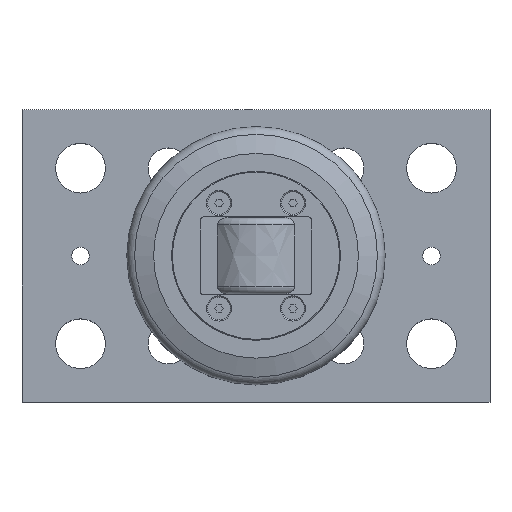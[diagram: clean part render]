
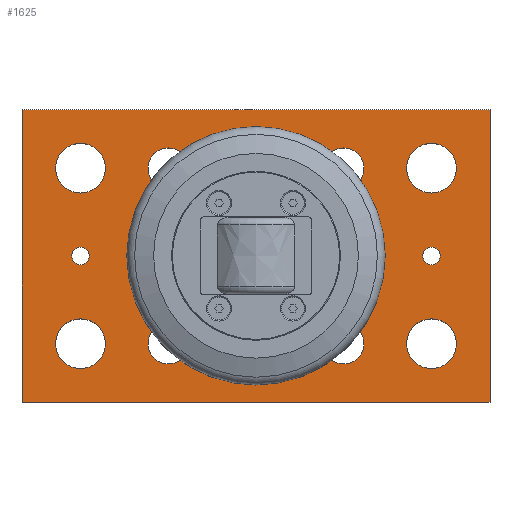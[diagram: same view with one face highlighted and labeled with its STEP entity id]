
A CAD part, top view. The second image highlights one B-rep face of the part: STEP entity #1625.
In plain terms, the highlighted planar face has unit normal (0, 0, 1).
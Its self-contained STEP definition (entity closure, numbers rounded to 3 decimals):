
#82=FACE_BOUND('',#382,.T.);
#83=FACE_BOUND('',#383,.T.);
#84=FACE_BOUND('',#384,.T.);
#85=FACE_BOUND('',#385,.T.);
#86=FACE_BOUND('',#386,.T.);
#87=FACE_BOUND('',#387,.T.);
#88=FACE_BOUND('',#388,.T.);
#89=FACE_BOUND('',#389,.T.);
#90=FACE_BOUND('',#390,.T.);
#91=FACE_BOUND('',#391,.T.);
#92=FACE_BOUND('',#392,.T.);
#155=CIRCLE('',#1775,29.);
#161=CIRCLE('',#1784,6.918);
#162=CIRCLE('',#1785,6.918);
#164=CIRCLE('',#1788,6.918);
#165=CIRCLE('',#1789,6.918);
#167=CIRCLE('',#1792,6.918);
#168=CIRCLE('',#1793,6.918);
#170=CIRCLE('',#1796,6.918);
#171=CIRCLE('',#1797,6.918);
#173=CIRCLE('',#1800,8.5);
#175=CIRCLE('',#1803,8.5);
#177=CIRCLE('',#1806,8.5);
#179=CIRCLE('',#1809,8.5);
#181=CIRCLE('',#1812,3.);
#183=CIRCLE('',#1815,3.);
#270=FACE_OUTER_BOUND('',#381,.T.);
#381=EDGE_LOOP('',(#1465,#1466,#1467,#1468));
#382=EDGE_LOOP('',(#1469));
#383=EDGE_LOOP('',(#1470,#1471));
#384=EDGE_LOOP('',(#1472,#1473));
#385=EDGE_LOOP('',(#1474,#1475));
#386=EDGE_LOOP('',(#1476,#1477));
#387=EDGE_LOOP('',(#1478));
#388=EDGE_LOOP('',(#1479));
#389=EDGE_LOOP('',(#1480));
#390=EDGE_LOOP('',(#1481));
#391=EDGE_LOOP('',(#1482));
#392=EDGE_LOOP('',(#1483));
#510=LINE('',#2842,#639);
#514=LINE('',#2850,#643);
#517=LINE('',#2856,#646);
#520=LINE('',#2861,#649);
#639=VECTOR('',#2284,10.);
#643=VECTOR('',#2290,10.);
#646=VECTOR('',#2295,10.);
#649=VECTOR('',#2300,10.);
#771=VERTEX_POINT('',#2755);
#777=VERTEX_POINT('',#2772);
#778=VERTEX_POINT('',#2773);
#780=VERTEX_POINT('',#2780);
#781=VERTEX_POINT('',#2781);
#783=VERTEX_POINT('',#2788);
#784=VERTEX_POINT('',#2789);
#786=VERTEX_POINT('',#2796);
#787=VERTEX_POINT('',#2797);
#789=VERTEX_POINT('',#2804);
#791=VERTEX_POINT('',#2810);
#793=VERTEX_POINT('',#2816);
#795=VERTEX_POINT('',#2822);
#797=VERTEX_POINT('',#2828);
#799=VERTEX_POINT('',#2834);
#801=VERTEX_POINT('',#2840);
#802=VERTEX_POINT('',#2841);
#805=VERTEX_POINT('',#2849);
#807=VERTEX_POINT('',#2855);
#982=EDGE_CURVE('',#771,#771,#155,.T.);
#989=EDGE_CURVE('',#777,#778,#161,.T.);
#990=EDGE_CURVE('',#778,#777,#162,.T.);
#993=EDGE_CURVE('',#780,#781,#164,.T.);
#994=EDGE_CURVE('',#781,#780,#165,.T.);
#997=EDGE_CURVE('',#783,#784,#167,.T.);
#998=EDGE_CURVE('',#784,#783,#168,.T.);
#1001=EDGE_CURVE('',#786,#787,#170,.T.);
#1002=EDGE_CURVE('',#787,#786,#171,.T.);
#1005=EDGE_CURVE('',#789,#789,#173,.T.);
#1008=EDGE_CURVE('',#791,#791,#175,.T.);
#1011=EDGE_CURVE('',#793,#793,#177,.T.);
#1014=EDGE_CURVE('',#795,#795,#179,.T.);
#1017=EDGE_CURVE('',#797,#797,#181,.T.);
#1020=EDGE_CURVE('',#799,#799,#183,.T.);
#1023=EDGE_CURVE('',#801,#802,#510,.T.);
#1027=EDGE_CURVE('',#802,#805,#514,.T.);
#1030=EDGE_CURVE('',#805,#807,#517,.T.);
#1033=EDGE_CURVE('',#807,#801,#520,.T.);
#1465=ORIENTED_EDGE('',*,*,#1023,.F.);
#1466=ORIENTED_EDGE('',*,*,#1033,.F.);
#1467=ORIENTED_EDGE('',*,*,#1030,.F.);
#1468=ORIENTED_EDGE('',*,*,#1027,.F.);
#1469=ORIENTED_EDGE('',*,*,#982,.T.);
#1470=ORIENTED_EDGE('',*,*,#989,.T.);
#1471=ORIENTED_EDGE('',*,*,#990,.T.);
#1472=ORIENTED_EDGE('',*,*,#993,.T.);
#1473=ORIENTED_EDGE('',*,*,#994,.T.);
#1474=ORIENTED_EDGE('',*,*,#997,.T.);
#1475=ORIENTED_EDGE('',*,*,#998,.T.);
#1476=ORIENTED_EDGE('',*,*,#1001,.T.);
#1477=ORIENTED_EDGE('',*,*,#1002,.T.);
#1478=ORIENTED_EDGE('',*,*,#1005,.T.);
#1479=ORIENTED_EDGE('',*,*,#1008,.T.);
#1480=ORIENTED_EDGE('',*,*,#1011,.T.);
#1481=ORIENTED_EDGE('',*,*,#1014,.T.);
#1482=ORIENTED_EDGE('',*,*,#1017,.T.);
#1483=ORIENTED_EDGE('',*,*,#1020,.T.);
#1539=PLANE('',#1822);
#1625=ADVANCED_FACE('',(#270,#82,#83,#84,#85,#86,#87,#88,#89,#90,#91,#92),
#1539,.T.);
#1775=AXIS2_PLACEMENT_3D('',#2757,#2187,#2188);
#1784=AXIS2_PLACEMENT_3D('',#2774,#2206,#2207);
#1785=AXIS2_PLACEMENT_3D('',#2775,#2208,#2209);
#1788=AXIS2_PLACEMENT_3D('',#2782,#2215,#2216);
#1789=AXIS2_PLACEMENT_3D('',#2783,#2217,#2218);
#1792=AXIS2_PLACEMENT_3D('',#2790,#2224,#2225);
#1793=AXIS2_PLACEMENT_3D('',#2791,#2226,#2227);
#1796=AXIS2_PLACEMENT_3D('',#2798,#2233,#2234);
#1797=AXIS2_PLACEMENT_3D('',#2799,#2235,#2236);
#1800=AXIS2_PLACEMENT_3D('',#2805,#2242,#2243);
#1803=AXIS2_PLACEMENT_3D('',#2811,#2249,#2250);
#1806=AXIS2_PLACEMENT_3D('',#2817,#2256,#2257);
#1809=AXIS2_PLACEMENT_3D('',#2823,#2263,#2264);
#1812=AXIS2_PLACEMENT_3D('',#2829,#2270,#2271);
#1815=AXIS2_PLACEMENT_3D('',#2835,#2277,#2278);
#1822=AXIS2_PLACEMENT_3D('',#2864,#2304,#2305);
#2187=DIRECTION('center_axis',(0.,0.,-1.));
#2188=DIRECTION('ref_axis',(0.,1.,0.));
#2206=DIRECTION('center_axis',(0.,0.,-1.));
#2207=DIRECTION('ref_axis',(1.,0.,0.));
#2208=DIRECTION('center_axis',(0.,0.,-1.));
#2209=DIRECTION('ref_axis',(1.,0.,0.));
#2215=DIRECTION('center_axis',(0.,0.,-1.));
#2216=DIRECTION('ref_axis',(1.,0.,0.));
#2217=DIRECTION('center_axis',(0.,0.,-1.));
#2218=DIRECTION('ref_axis',(1.,0.,0.));
#2224=DIRECTION('center_axis',(0.,0.,-1.));
#2225=DIRECTION('ref_axis',(1.,0.,0.));
#2226=DIRECTION('center_axis',(0.,0.,-1.));
#2227=DIRECTION('ref_axis',(1.,0.,0.));
#2233=DIRECTION('center_axis',(0.,0.,-1.));
#2234=DIRECTION('ref_axis',(1.,0.,0.));
#2235=DIRECTION('center_axis',(0.,0.,-1.));
#2236=DIRECTION('ref_axis',(1.,0.,0.));
#2242=DIRECTION('center_axis',(0.,0.,-1.));
#2243=DIRECTION('ref_axis',(-1.,0.,0.));
#2249=DIRECTION('center_axis',(0.,0.,-1.));
#2250=DIRECTION('ref_axis',(-1.,0.,0.));
#2256=DIRECTION('center_axis',(0.,0.,-1.));
#2257=DIRECTION('ref_axis',(-1.,0.,0.));
#2263=DIRECTION('center_axis',(0.,0.,-1.));
#2264=DIRECTION('ref_axis',(-1.,0.,0.));
#2270=DIRECTION('center_axis',(0.,0.,-1.));
#2271=DIRECTION('ref_axis',(-1.,0.,0.));
#2277=DIRECTION('center_axis',(0.,0.,-1.));
#2278=DIRECTION('ref_axis',(-1.,0.,0.));
#2284=DIRECTION('',(0.,1.,0.));
#2290=DIRECTION('',(1.,0.,0.));
#2295=DIRECTION('',(0.,-1.,0.));
#2300=DIRECTION('',(-1.,0.,0.));
#2304=DIRECTION('center_axis',(0.,0.,1.));
#2305=DIRECTION('ref_axis',(1.,0.,0.));
#2755=CARTESIAN_POINT('',(80.,21.,20.));
#2757=CARTESIAN_POINT('Origin',(80.,50.,20.));
#2772=CARTESIAN_POINT('',(56.918,20.,20.));
#2773=CARTESIAN_POINT('',(43.083,20.,20.));
#2774=CARTESIAN_POINT('Origin',(50.,20.,20.));
#2775=CARTESIAN_POINT('Origin',(50.,20.,20.));
#2780=CARTESIAN_POINT('',(116.918,20.,20.));
#2781=CARTESIAN_POINT('',(103.083,20.,20.));
#2782=CARTESIAN_POINT('Origin',(110.,20.,20.));
#2783=CARTESIAN_POINT('Origin',(110.,20.,20.));
#2788=CARTESIAN_POINT('',(116.918,80.,20.));
#2789=CARTESIAN_POINT('',(103.083,80.,20.));
#2790=CARTESIAN_POINT('Origin',(110.,80.,20.));
#2791=CARTESIAN_POINT('Origin',(110.,80.,20.));
#2796=CARTESIAN_POINT('',(56.918,80.,20.));
#2797=CARTESIAN_POINT('',(43.083,80.,20.));
#2798=CARTESIAN_POINT('Origin',(50.,80.,20.));
#2799=CARTESIAN_POINT('Origin',(50.,80.,20.));
#2804=CARTESIAN_POINT('',(28.5,20.,20.));
#2805=CARTESIAN_POINT('Origin',(20.,20.,20.));
#2810=CARTESIAN_POINT('',(148.5,20.,20.));
#2811=CARTESIAN_POINT('Origin',(140.,20.,20.));
#2816=CARTESIAN_POINT('',(28.5,80.,20.));
#2817=CARTESIAN_POINT('Origin',(20.,80.,20.));
#2822=CARTESIAN_POINT('',(148.5,80.,20.));
#2823=CARTESIAN_POINT('Origin',(140.,80.,20.));
#2828=CARTESIAN_POINT('',(23.,50.,20.));
#2829=CARTESIAN_POINT('Origin',(20.,50.,20.));
#2834=CARTESIAN_POINT('',(143.,50.,20.));
#2835=CARTESIAN_POINT('Origin',(140.,50.,20.));
#2840=CARTESIAN_POINT('',(0.,0.,20.));
#2841=CARTESIAN_POINT('',(0.,100.,20.));
#2842=CARTESIAN_POINT('',(0.,100.,20.));
#2849=CARTESIAN_POINT('',(160.,100.,20.));
#2850=CARTESIAN_POINT('',(160.,100.,20.));
#2855=CARTESIAN_POINT('',(160.,0.,20.));
#2856=CARTESIAN_POINT('',(160.,0.,20.));
#2861=CARTESIAN_POINT('',(0.,0.,20.));
#2864=CARTESIAN_POINT('Origin',(80.,50.,20.));
